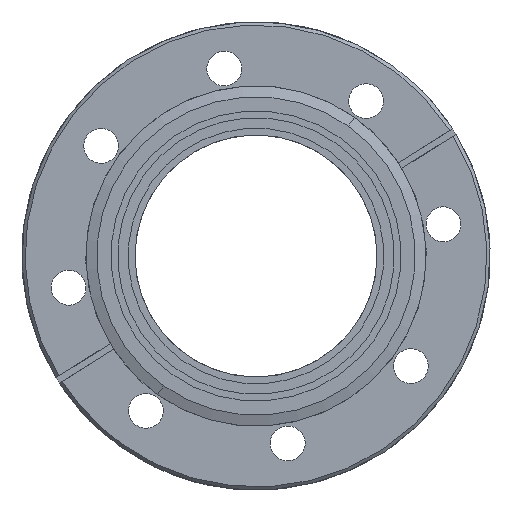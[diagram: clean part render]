
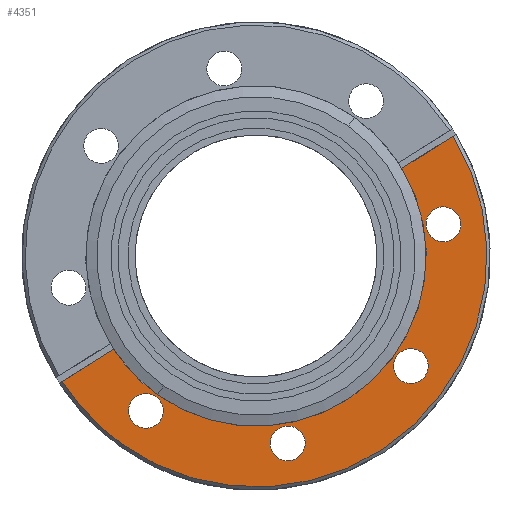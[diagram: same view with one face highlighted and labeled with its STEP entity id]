
A CAD part, front view. The second image highlights one B-rep face of the part: STEP entity #4351.
In plain terms, the highlighted planar face has unit normal (0, -1, 0).
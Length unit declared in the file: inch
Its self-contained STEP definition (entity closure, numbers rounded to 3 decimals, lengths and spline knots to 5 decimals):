
#417 = VERTEX_POINT ( 'NONE', #1096 ) ;
#424 = VERTEX_POINT ( 'NONE', #1095 ) ;
#464 = VERTEX_POINT ( 'NONE', #1137 ) ;
#475 = VERTEX_POINT ( 'NONE', #1148 ) ;
#501 = VERTEX_POINT ( 'NONE', #1174 ) ;
#502 = VERTEX_POINT ( 'NONE', #1175 ) ;
#535 = VERTEX_POINT ( 'NONE', #1208 ) ;
#575 = VERTEX_POINT ( 'NONE', #1248 ) ;
#578 = VERTEX_POINT ( 'NONE', #1251 ) ;
#599 = VERTEX_POINT ( 'NONE', #1272 ) ;
#600 = VERTEX_POINT ( 'NONE', #1273 ) ;
#626 = VERTEX_POINT ( 'NONE', #1299 ) ;
#757 = AXIS2_PLACEMENT_3D ( 'NONE', #3661, #3662, #3663 ) ;
#762 = CIRCLE ( 'NONE', #757, 0.166 ) ;
#1034 = ORIENTED_EDGE ( 'NONE', *, *, #4218, .F. ) ;
#1035 = ORIENTED_EDGE ( 'NONE', *, *, #3746, .F. ) ;
#1036 = ORIENTED_EDGE ( 'NONE', *, *, #4230, .F. ) ;
#1037 = ORIENTED_EDGE ( 'NONE', *, *, #3747, .F. ) ;
#1038 = ORIENTED_EDGE ( 'NONE', *, *, #3788, .F. ) ;
#1095 = CARTESIAN_POINT ( 'NONE',  ( -1.151, -1.66723, -1.614 ) ) ;
#1096 = CARTESIAN_POINT ( 'NONE',  ( -0.94537, -1.66723, -1.32462 ) ) ;
#1137 = CARTESIAN_POINT ( 'NONE',  ( -1.28133, -1.66723, -1.79741 ) ) ;
#1148 = CARTESIAN_POINT ( 'NONE',  ( 1.88065, -1.66723, 0.4379 ) ) ;
#1174 = CARTESIAN_POINT ( 'NONE',  ( -0.95869, -1.66723, -1.34337 ) ) ;
#1175 = CARTESIAN_POINT ( 'NONE',  ( 0.39465, -1.66723, -1.65327 ) ) ;
#1208 = CARTESIAN_POINT ( 'NONE',  ( 1.37844, -1.66723, -1.18607 ) ) ;
#1248 = CARTESIAN_POINT ( 'NONE',  ( 1.68834, -1.66723, 0.16727 ) ) ;
#1251 = CARTESIAN_POINT ( 'NONE',  ( 1.38868, -1.66723, 0.83716 ) ) ;
#1272 = CARTESIAN_POINT ( 'NONE',  ( 1.57075, -1.66723, -0.91544 ) ) ;
#1273 = CARTESIAN_POINT ( 'NONE',  ( 0.20234, -1.66723, -1.9239 ) ) ;
#1299 = CARTESIAN_POINT ( 'NONE',  ( 1.88006, -1.66723, 1.14543 ) ) ;
#1346 = CARTESIAN_POINT ( 'NONE',  ( -1.85529, -1.66723, -1.19795 ) ) ;
#1351 = CARTESIAN_POINT ( 'NONE',  ( -1.3639, -1.66723, -0.88968 ) ) ;
#1542 = EDGE_LOOP ( 'NONE', ( #1037, #1038 ) ) ;
#1564 = EDGE_LOOP ( 'NONE', ( #5190, #5184 ) ) ;
#1625 = EDGE_LOOP ( 'NONE', ( #5185, #5244, #5211, #5202, #5192, #5194 ) ) ;
#1661 = EDGE_LOOP ( 'NONE', ( #5208, #1034 ) ) ;
#1665 = VERTEX_POINT ( 'NONE', #1351 ) ;
#1670 = VERTEX_POINT ( 'NONE', #1346 ) ;
#1690 = EDGE_LOOP ( 'NONE', ( #1035, #1036 ) ) ;
#1716 = AXIS2_PLACEMENT_3D ( 'NONE', #3534, #3535, #3536 ) ;
#1719 = CIRCLE ( 'NONE', #1721, 0.166 ) ;
#1720 = CIRCLE ( 'NONE', #1725, 0.166 ) ;
#1721 = AXIS2_PLACEMENT_3D ( 'NONE', #3531, #3532, #3533 ) ;
#1724 = CIRCLE ( 'NONE', #1716, 0.166 ) ;
#1725 = AXIS2_PLACEMENT_3D ( 'NONE', #3538, #3539, #3540 ) ;
#1776 = CIRCLE ( 'NONE', #1781, 0.166 ) ;
#1781 = AXIS2_PLACEMENT_3D ( 'NONE', #2037, #2038, #2039 ) ;
#2037 = CARTESIAN_POINT ( 'NONE',  ( -1.05485, -1.66723, -1.47868 ) ) ;
#2038 = DIRECTION ( 'NONE',  ( 0., -1., 0. ) ) ;
#2039 = DIRECTION ( 'NONE',  ( 0.579, 0., 0.815 ) ) ;
#3496 = CARTESIAN_POINT ( 'NONE',  ( 1.38868, -1.66723, 0.83716 ) ) ;
#3512 = LINE ( 'NONE', #3496, #4440 ) ;
#3516 = CARTESIAN_POINT ( 'NONE',  ( -2.19695, -1.66723, -1.41229 ) ) ;
#3517 = DIRECTION ( 'NONE',  ( 0.847, 0., 0.531 ) ) ;
#3518 = LINE ( 'NONE', #3516, #4446 ) ;
#3519 = CARTESIAN_POINT ( 'NONE',  ( -0.00409, -1.66723, 0. ) ) ;
#3520 = DIRECTION ( 'NONE',  ( 0., -1., 0. ) ) ;
#3521 = DIRECTION ( 'NONE',  ( 0.579, 0., 0.815 ) ) ;
#3523 = DIRECTION ( 'NONE',  ( 0.847, 0., 0.531 ) ) ;
#3525 = CARTESIAN_POINT ( 'NONE',  ( -0.00409, -1.66723, 0. ) ) ;
#3526 = DIRECTION ( 'NONE',  ( 0., -1., 0. ) ) ;
#3527 = DIRECTION ( 'NONE',  ( 0.579, 0., 0.815 ) ) ;
#3528 = CARTESIAN_POINT ( 'NONE',  ( -1.05485, -1.66723, -1.47868 ) ) ;
#3529 = DIRECTION ( 'NONE',  ( 0., -1., 0. ) ) ;
#3530 = DIRECTION ( 'NONE',  ( 0.579, 0., 0.815 ) ) ;
#3531 = CARTESIAN_POINT ( 'NONE',  ( 1.7845, -1.66723, 0.30259 ) ) ;
#3532 = DIRECTION ( 'NONE',  ( 0., -1., 0. ) ) ;
#3533 = DIRECTION ( 'NONE',  ( 0.579, 0., 0.815 ) ) ;
#3534 = CARTESIAN_POINT ( 'NONE',  ( 1.47459, -1.66723, -1.05076 ) ) ;
#3535 = DIRECTION ( 'NONE',  ( 0., -1., 0. ) ) ;
#3536 = DIRECTION ( 'NONE',  ( 0.579, 0., 0.815 ) ) ;
#3538 = CARTESIAN_POINT ( 'NONE',  ( 0.2985, -1.66723, -1.78859 ) ) ;
#3539 = DIRECTION ( 'NONE',  ( 0., -1., 0. ) ) ;
#3540 = DIRECTION ( 'NONE',  ( 0.579, 0., 0.815 ) ) ;
#3661 = CARTESIAN_POINT ( 'NONE',  ( 0.2985, -1.66723, -1.78859 ) ) ;
#3662 = DIRECTION ( 'NONE',  ( 0., -1., 0. ) ) ;
#3663 = DIRECTION ( 'NONE',  ( 0.579, 0., 0.815 ) ) ;
#3714 = CIRCLE ( 'NONE', #4434, 0.166 ) ;
#3740 = EDGE_CURVE ( 'NONE', #578, #626, #3512, .T. ) ;
#3741 = EDGE_CURVE ( 'NONE', #1665, #417, #4462, .T. ) ;
#3742 = EDGE_CURVE ( 'NONE', #1670, #1665, #3518, .T. ) ;
#3743 = EDGE_CURVE ( 'NONE', #1670, #464, #4431, .T. ) ;
#3744 = EDGE_CURVE ( 'NONE', #501, #424, #3714, .T. ) ;
#3745 = EDGE_CURVE ( 'NONE', #475, #575, #1719, .T. ) ;
#3746 = EDGE_CURVE ( 'NONE', #599, #535, #1724, .T. ) ;
#3747 = EDGE_CURVE ( 'NONE', #502, #600, #1720, .T. ) ;
#3788 = EDGE_CURVE ( 'NONE', #600, #502, #762, .T. ) ;
#3795 = AXIS2_PLACEMENT_3D ( 'NONE', #5985, #5986, #5987 ) ;
#3823 = AXIS2_PLACEMENT_3D ( 'NONE', #5703, #5704, #5705 ) ;
#3859 = CIRCLE ( 'NONE', #3795, 0.166 ) ;
#3903 = CIRCLE ( 'NONE', #3823, 0.166 ) ;
#4044 = CIRCLE ( 'NONE', #4046, 2.205 ) ;
#4046 = AXIS2_PLACEMENT_3D ( 'NONE', #6371, #6372, #6373 ) ;
#4078 = CIRCLE ( 'NONE', #4081, 1.625 ) ;
#4081 = AXIS2_PLACEMENT_3D ( 'NONE', #6410, #6411, #6412 ) ;
#4125 = AXIS2_PLACEMENT_3D ( 'NONE', #4645, #4649, #4650 ) ;
#4218 = EDGE_CURVE ( 'NONE', #575, #475, #3903, .T. ) ;
#4230 = EDGE_CURVE ( 'NONE', #535, #599, #3859, .T. ) ;
#4303 = EDGE_CURVE ( 'NONE', #464, #626, #4044, .T. ) ;
#4316 = EDGE_CURVE ( 'NONE', #417, #578, #4078, .T. ) ;
#4351 = ADVANCED_FACE ( 'NONE', ( #4642, #4644, #4646, #4648, #4641 ), #4631, .T. ) ;
#4431 = CIRCLE ( 'NONE', #4454, 2.205 ) ;
#4434 = AXIS2_PLACEMENT_3D ( 'NONE', #3528, #3529, #3530 ) ;
#4440 = VECTOR ( 'NONE', #3517, 39.37008 ) ;
#4444 = AXIS2_PLACEMENT_3D ( 'NONE', #3519, #3520, #3521 ) ;
#4446 = VECTOR ( 'NONE', #3523, 39.37008 ) ;
#4454 = AXIS2_PLACEMENT_3D ( 'NONE', #3525, #3526, #3527 ) ;
#4462 = CIRCLE ( 'NONE', #4444, 1.625 ) ;
#4631 = PLANE ( 'NONE',  #4125 ) ;
#4641 = FACE_BOUND ( 'NONE', #1542, .T. ) ;
#4642 = FACE_OUTER_BOUND ( 'NONE', #1625, .T. ) ;
#4644 = FACE_BOUND ( 'NONE', #1564, .T. ) ;
#4645 = CARTESIAN_POINT ( 'NONE',  ( 1.79332, -1.66723, -1.27725 ) ) ;
#4646 = FACE_BOUND ( 'NONE', #1661, .T. ) ;
#4648 = FACE_BOUND ( 'NONE', #1690, .T. ) ;
#4649 = DIRECTION ( 'NONE',  ( 0., -1., 0. ) ) ;
#4650 = DIRECTION ( 'NONE',  ( 0.579, 0., 0.815 ) ) ;
#5184 = ORIENTED_EDGE ( 'NONE', *, *, #5856, .F. ) ;
#5185 = ORIENTED_EDGE ( 'NONE', *, *, #3740, .F. ) ;
#5190 = ORIENTED_EDGE ( 'NONE', *, *, #3744, .F. ) ;
#5192 = ORIENTED_EDGE ( 'NONE', *, *, #3743, .T. ) ;
#5194 = ORIENTED_EDGE ( 'NONE', *, *, #4303, .T. ) ;
#5202 = ORIENTED_EDGE ( 'NONE', *, *, #3742, .F. ) ;
#5208 = ORIENTED_EDGE ( 'NONE', *, *, #3745, .F. ) ;
#5211 = ORIENTED_EDGE ( 'NONE', *, *, #3741, .F. ) ;
#5244 = ORIENTED_EDGE ( 'NONE', *, *, #4316, .F. ) ;
#5703 = CARTESIAN_POINT ( 'NONE',  ( 1.7845, -1.66723, 0.30259 ) ) ;
#5704 = DIRECTION ( 'NONE',  ( 0., -1., 0. ) ) ;
#5705 = DIRECTION ( 'NONE',  ( 0.579, 0., 0.815 ) ) ;
#5856 = EDGE_CURVE ( 'NONE', #424, #501, #1776, .T. ) ;
#5985 = CARTESIAN_POINT ( 'NONE',  ( 1.47459, -1.66723, -1.05076 ) ) ;
#5986 = DIRECTION ( 'NONE',  ( 0., -1., 0. ) ) ;
#5987 = DIRECTION ( 'NONE',  ( 0.579, 0., 0.815 ) ) ;
#6371 = CARTESIAN_POINT ( 'NONE',  ( -0.00409, -1.66723, 0. ) ) ;
#6372 = DIRECTION ( 'NONE',  ( 0., -1., 0. ) ) ;
#6373 = DIRECTION ( 'NONE',  ( 0.579, 0., 0.815 ) ) ;
#6410 = CARTESIAN_POINT ( 'NONE',  ( -0.00409, -1.66723, 0. ) ) ;
#6411 = DIRECTION ( 'NONE',  ( 0., -1., 0. ) ) ;
#6412 = DIRECTION ( 'NONE',  ( 0.579, 0., 0.815 ) ) ;
